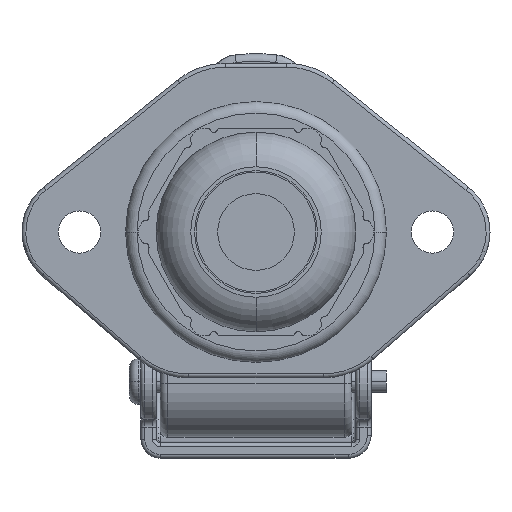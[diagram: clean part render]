
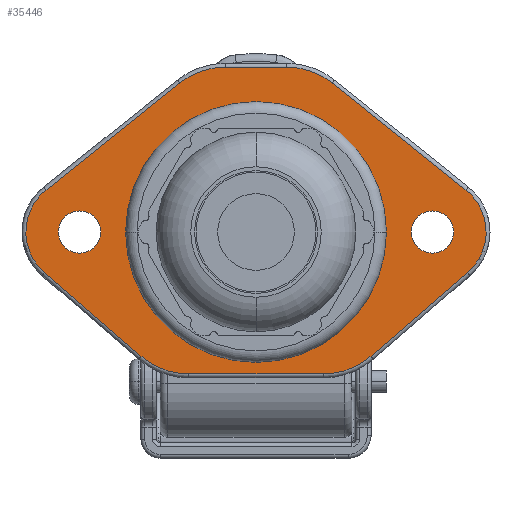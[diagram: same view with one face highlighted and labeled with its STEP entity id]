
A CAD part, front view. The second image highlights one B-rep face of the part: STEP entity #35446.
In plain terms, the highlighted planar face has unit normal (0, -1, 0).
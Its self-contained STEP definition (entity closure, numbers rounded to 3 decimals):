
#990=CARTESIAN_POINT('',(26.507,20.505,-12.555));
#991=DIRECTION('',(0.,1.,0.));
#992=DIRECTION('',(-0.625,0.,0.781));
#993=AXIS2_PLACEMENT_3D('',#990,#991,#992);
#995=CARTESIAN_POINT('',(34.493,20.505,-12.555));
#996=DIRECTION('',(0.,1.,0.));
#997=DIRECTION('',(0.,0.,1.));
#998=AXIS2_PLACEMENT_3D('',#995,#996,#997);
#1000=DIRECTION('',(0.781,0.,-0.625));
#1001=VECTOR('',#1000,22.339);
#1002=CARTESIAN_POINT('',(40.427,20.505,-5.136));
#1003=LINE('',#1002,#1001);
#1004=CARTESIAN_POINT('',(53.5,20.505,-24.555));
#1005=DIRECTION('',(0.,1.,0.));
#1006=DIRECTION('',(0.625,0.,0.781));
#1007=AXIS2_PLACEMENT_3D('',#1004,#1005,#1006);
#1009=DIRECTION('',(-0.756,0.,-0.654));
#1010=VECTOR('',#1009,16.646);
#1011=CARTESIAN_POINT('',(58.08,20.505,-29.849));
#1012=LINE('',#1011,#1010);
#1013=CARTESIAN_POINT('',(39.275,20.505,-33.555));
#1014=DIRECTION('',(0.,1.,0.));
#1015=DIRECTION('',(0.654,0.,-0.756));
#1016=AXIS2_PLACEMENT_3D('',#1013,#1014,#1015);
#1018=CARTESIAN_POINT('',(21.725,20.505,-33.555));
#1019=DIRECTION('',(0.,1.,0.));
#1020=DIRECTION('',(0.,0.,-1.));
#1021=AXIS2_PLACEMENT_3D('',#1018,#1019,#1020);
#1023=DIRECTION('',(-0.756,0.,0.654));
#1024=VECTOR('',#1023,16.646);
#1025=CARTESIAN_POINT('',(15.51,20.505,-40.74));
#1026=LINE('',#1025,#1024);
#1027=CARTESIAN_POINT('',(7.5,20.505,-24.555));
#1028=DIRECTION('',(0.,1.,0.));
#1029=DIRECTION('',(-0.654,0.,-0.756));
#1030=AXIS2_PLACEMENT_3D('',#1027,#1028,#1029);
#1032=DIRECTION('',(0.781,0.,0.625));
#1033=VECTOR('',#1032,22.339);
#1034=CARTESIAN_POINT('',(3.128,20.505,-19.089));
#1035=LINE('',#1034,#1033);
#1036=CARTESIAN_POINT('',(53.5,20.505,-24.555));
#1037=DIRECTION('',(0.,-1.,0.));
#1038=DIRECTION('',(1.,0.,0.));
#1039=AXIS2_PLACEMENT_3D('',#1036,#1037,#1038);
#1041=CARTESIAN_POINT('',(53.5,20.505,-24.555));
#1042=DIRECTION('',(0.,-1.,0.));
#1043=DIRECTION('',(-1.,0.,0.));
#1044=AXIS2_PLACEMENT_3D('',#1041,#1042,#1043);
#1046=CARTESIAN_POINT('',(30.5,20.505,-24.555));
#1047=DIRECTION('',(0.,-1.,0.));
#1048=DIRECTION('',(-1.,0.,0.));
#1049=AXIS2_PLACEMENT_3D('',#1046,#1047,#1048);
#1051=CARTESIAN_POINT('',(30.5,20.505,-24.555));
#1052=DIRECTION('',(0.,-1.,0.));
#1053=DIRECTION('',(1.,0.,0.));
#1054=AXIS2_PLACEMENT_3D('',#1051,#1052,#1053);
#1056=CARTESIAN_POINT('',(7.5,20.505,-24.555));
#1057=DIRECTION('',(0.,-1.,0.));
#1058=DIRECTION('',(1.,0.,0.));
#1059=AXIS2_PLACEMENT_3D('',#1056,#1057,#1058);
#1061=CARTESIAN_POINT('',(7.5,20.505,-24.555));
#1062=DIRECTION('',(0.,-1.,0.));
#1063=DIRECTION('',(-1.,0.,0.));
#1064=AXIS2_PLACEMENT_3D('',#1061,#1062,#1063);
#1066=DIRECTION('',(-1.,0.,0.));
#1067=VECTOR('',#1066,7.986);
#1068=CARTESIAN_POINT('',(34.493,20.505,-3.055));
#1069=LINE('',#1068,#1067);
#1132=DIRECTION('',(1.,0.,0.));
#1133=VECTOR('',#1132,17.55);
#1134=CARTESIAN_POINT('',(21.725,20.505,-43.055));
#1135=LINE('',#1134,#1133);
#1191=CARTESIAN_POINT('',(30.5,20.505,-24.555));
#1192=DIRECTION('',(0.,1.,0.));
#1193=DIRECTION('',(1.,0.,0.));
#1194=AXIS2_PLACEMENT_3D('',#1191,#1192,#1193);
#1211=CARTESIAN_POINT('',(30.5,20.505,-24.555));
#1212=DIRECTION('',(0.,1.,0.));
#1213=DIRECTION('',(-1.,0.,0.));
#1214=AXIS2_PLACEMENT_3D('',#1211,#1212,#1213);
#30115=CARTESIAN_POINT('',(10.25,20.505,-24.555));
#30116=CARTESIAN_POINT('',(4.75,20.505,-24.555));
#30117=VERTEX_POINT('',#30115);
#30118=VERTEX_POINT('',#30116);
#30119=CARTESIAN_POINT('',(20.573,20.505,
-5.136));
#30120=CARTESIAN_POINT('',(26.507,20.505,
-3.055));
#30121=VERTEX_POINT('',#30119);
#30122=VERTEX_POINT('',#30120);
#30123=CARTESIAN_POINT('',(34.493,20.505,
-3.055));
#30124=VERTEX_POINT('',#30123);
#30125=CARTESIAN_POINT('',(40.427,20.505,
-5.136));
#30126=VERTEX_POINT('',#30125);
#30127=CARTESIAN_POINT('',(57.872,20.505,
-19.089));
#30128=VERTEX_POINT('',#30127);
#30129=CARTESIAN_POINT('',(58.08,20.505,
-29.849));
#30130=VERTEX_POINT('',#30129);
#30131=CARTESIAN_POINT('',(45.49,20.505,
-40.74));
#30132=VERTEX_POINT('',#30131);
#30133=CARTESIAN_POINT('',(39.275,20.505,
-43.055));
#30134=VERTEX_POINT('',#30133);
#30135=CARTESIAN_POINT('',(21.725,20.505,
-43.055));
#30136=VERTEX_POINT('',#30135);
#30137=CARTESIAN_POINT('',(15.51,20.505,
-40.74));
#30138=VERTEX_POINT('',#30137);
#30139=CARTESIAN_POINT('',(2.92,20.505,
-29.849));
#30140=VERTEX_POINT('',#30139);
#30141=CARTESIAN_POINT('',(3.128,20.505,
-19.089));
#30142=VERTEX_POINT('',#30141);
#30143=CARTESIAN_POINT('',(56.25,20.505,-24.555));
#30144=CARTESIAN_POINT('',(50.75,20.505,-24.555));
#30145=VERTEX_POINT('',#30143);
#30146=VERTEX_POINT('',#30144);
#30147=CARTESIAN_POINT('',(17.,20.505,
-24.561));
#30148=CARTESIAN_POINT('',(43.999,20.505,
-24.753));
#30149=VERTEX_POINT('',#30147);
#30150=VERTEX_POINT('',#30148);
#30151=CARTESIAN_POINT('',(44.,20.505,
-24.55));
#30152=VERTEX_POINT('',#30151);
#30153=CARTESIAN_POINT('',(17.001,20.505,
-24.358));
#30154=VERTEX_POINT('',#30153);
#35394=CARTESIAN_POINT('',(30.5,20.505,-24.555));
#35395=DIRECTION('',(0.,1.,0.));
#35396=DIRECTION('',(1.,0.,0.));
#35397=AXIS2_PLACEMENT_3D('',#35394,#35395,#35396);
#35398=PLANE('',#35397);
#35399=ORIENTED_EDGE('',*,*,#35384,.T.);
#35401=ORIENTED_EDGE('',*,*,#35400,.F.);
#35403=ORIENTED_EDGE('',*,*,#35402,.T.);
#35405=ORIENTED_EDGE('',*,*,#35404,.T.);
#35407=ORIENTED_EDGE('',*,*,#35406,.T.);
#35409=ORIENTED_EDGE('',*,*,#35408,.T.);
#35411=ORIENTED_EDGE('',*,*,#35410,.T.);
#35413=ORIENTED_EDGE('',*,*,#35412,.F.);
#35415=ORIENTED_EDGE('',*,*,#35414,.T.);
#35417=ORIENTED_EDGE('',*,*,#35416,.T.);
#35419=ORIENTED_EDGE('',*,*,#35418,.T.);
#35421=ORIENTED_EDGE('',*,*,#35420,.T.);
#35422=EDGE_LOOP('',(#35399,#35401,#35403,#35405,#35407,#35409,#35411,#35413,
#35415,#35417,#35419,#35421));
#35423=FACE_OUTER_BOUND('',#35422,.F.);
#35425=ORIENTED_EDGE('',*,*,#35424,.T.);
#35427=ORIENTED_EDGE('',*,*,#35426,.T.);
#35428=EDGE_LOOP('',(#35425,#35427));
#35429=FACE_BOUND('',#35428,.F.);
#35431=ORIENTED_EDGE('',*,*,#35430,.T.);
#35433=ORIENTED_EDGE('',*,*,#35432,.F.);
#35435=ORIENTED_EDGE('',*,*,#35434,.T.);
#35437=ORIENTED_EDGE('',*,*,#35436,.F.);
#35438=EDGE_LOOP('',(#35431,#35433,#35435,#35437));
#35439=FACE_BOUND('',#35438,.F.);
#35441=ORIENTED_EDGE('',*,*,#35440,.T.);
#35443=ORIENTED_EDGE('',*,*,#35442,.T.);
#35444=EDGE_LOOP('',(#35441,#35443));
#35445=FACE_BOUND('',#35444,.F.);
#35446=ADVANCED_FACE('',(#35423,#35429,#35439,#35445),#35398,.F.);
#994=CIRCLE('',#993,9.5);
#999=CIRCLE('',#998,9.5);
#1008=CIRCLE('',#1007,7.);
#1017=CIRCLE('',#1016,9.5);
#1022=CIRCLE('',#1021,9.5);
#1031=CIRCLE('',#1030,7.);
#1040=CIRCLE('',#1039,2.75);
#1045=CIRCLE('',#1044,2.75);
#1050=CIRCLE('',#1049,13.5);
#1055=CIRCLE('',#1054,13.5);
#1060=CIRCLE('',#1059,2.75);
#1065=CIRCLE('',#1064,2.75);
#1195=CIRCLE('',#1194,13.5);
#1215=CIRCLE('',#1214,13.5);
#35384=EDGE_CURVE('',#30121,#30122,#994,.T.);
#35400=EDGE_CURVE('',#30124,#30122,#1069,.T.);
#35402=EDGE_CURVE('',#30124,#30126,#999,.T.);
#35404=EDGE_CURVE('',#30126,#30128,#1003,.T.);
#35406=EDGE_CURVE('',#30128,#30130,#1008,.T.);
#35408=EDGE_CURVE('',#30130,#30132,#1012,.T.);
#35410=EDGE_CURVE('',#30132,#30134,#1017,.T.);
#35412=EDGE_CURVE('',#30136,#30134,#1135,.T.);
#35414=EDGE_CURVE('',#30136,#30138,#1022,.T.);
#35416=EDGE_CURVE('',#30138,#30140,#1026,.T.);
#35418=EDGE_CURVE('',#30140,#30142,#1031,.T.);
#35420=EDGE_CURVE('',#30142,#30121,#1035,.T.);
#35424=EDGE_CURVE('',#30145,#30146,#1040,.T.);
#35426=EDGE_CURVE('',#30146,#30145,#1045,.T.);
#35430=EDGE_CURVE('',#30149,#30150,#1050,.T.);
#35432=EDGE_CURVE('',#30152,#30150,#1195,.T.);
#35434=EDGE_CURVE('',#30152,#30154,#1055,.T.);
#35436=EDGE_CURVE('',#30149,#30154,#1215,.T.);
#35440=EDGE_CURVE('',#30117,#30118,#1060,.T.);
#35442=EDGE_CURVE('',#30118,#30117,#1065,.T.);
